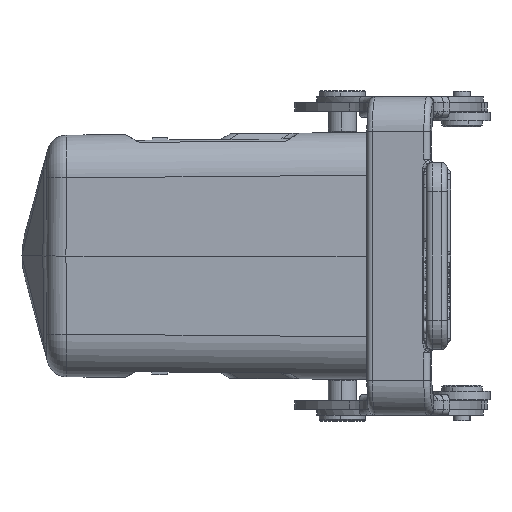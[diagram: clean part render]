
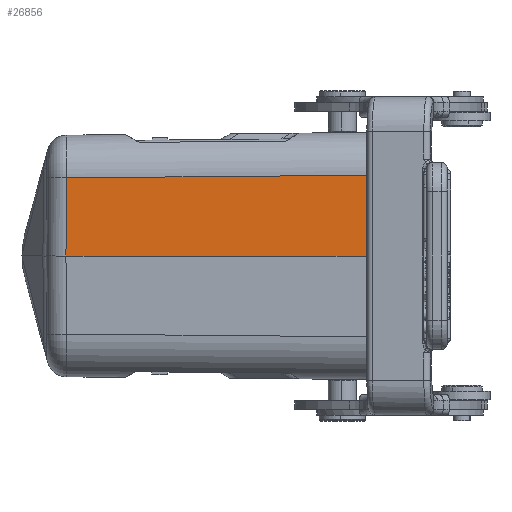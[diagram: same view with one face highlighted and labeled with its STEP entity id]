
A CAD part, left-side view. The second image highlights one B-rep face of the part: STEP entity #26856.
In plain terms, the highlighted planar face has unit normal (-1, 0.009, 0.009).
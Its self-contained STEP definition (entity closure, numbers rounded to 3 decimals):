
#675=DIRECTION('',(0.009,0.,1.));
#676=VECTOR('',#675,14.062);
#677=CARTESIAN_POINT('',(-36.496,70.504,
0.));
#678=LINE('',#677,#676);
#679=DIRECTION('',(0.009,-0.009,1.));
#680=VECTOR('',#679,13.601);
#681=CARTESIAN_POINT('',(-36.033,123.531,
0.));
#682=LINE('',#681,#680);
#683=DIRECTION('',(-0.009,-1.,0.009));
#684=VECTOR('',#683,52.912);
#685=CARTESIAN_POINT('',(-35.915,123.412,13.6));
#686=LINE('',#685,#684);
#687=DIRECTION('',(-0.009,-1.,0.));
#688=VECTOR('',#687,43.132);
#689=CARTESIAN_POINT('',(-36.033,123.531,
0.));
#690=LINE('',#689,#688);
#691=CARTESIAN_POINT('',(-36.409,80.4,
-0.001));
#692=CARTESIAN_POINT('',(-36.422,78.933,
-0.001));
#693=CARTESIAN_POINT('',(-36.448,76.,
-0.002));
#694=CARTESIAN_POINT('',(-36.473,73.067,
-0.001));
#695=CARTESIAN_POINT('',(-36.486,71.6,
0.));
#697=DIRECTION('',(-0.009,-1.,0.));
#698=VECTOR('',#697,1.096);
#699=CARTESIAN_POINT('',(-36.486,71.6,
0.));
#700=LINE('',#699,#698);
#21287=CARTESIAN_POINT('',(-36.496,70.504,
0.));
#21288=CARTESIAN_POINT('',(-36.373,70.504,
14.061));
#21289=VERTEX_POINT('',#21287);
#21290=VERTEX_POINT('',#21288);
#21291=CARTESIAN_POINT('',(-36.033,123.531,
0.));
#21292=CARTESIAN_POINT('',(-36.409,80.4,
-0.001));
#21293=VERTEX_POINT('',#21291);
#21294=VERTEX_POINT('',#21292);
#21295=CARTESIAN_POINT('',(-35.915,123.412,
13.6));
#21296=VERTEX_POINT('',#21295);
#22233=VERTEX_POINT('',#695);
#26838=CARTESIAN_POINT('',(-36.302,70.,22.725));
#26839=DIRECTION('',(-1.,0.009,0.009));
#26840=DIRECTION('',(-0.009,0.,-1.));
#26841=AXIS2_PLACEMENT_3D('',#26838,#26839,#26840);
#26842=PLANE('',#26841);
#26844=ORIENTED_EDGE('',*,*,#26843,.F.);
#26846=ORIENTED_EDGE('',*,*,#26845,.F.);
#26848=ORIENTED_EDGE('',*,*,#26847,.F.);
#26850=ORIENTED_EDGE('',*,*,#26849,.T.);
#26852=ORIENTED_EDGE('',*,*,#26851,.T.);
#26853=ORIENTED_EDGE('',*,*,#26828,.F.);
#26854=EDGE_LOOP('',(#26844,#26846,#26848,#26850,#26852,#26853));
#26855=FACE_OUTER_BOUND('',#26854,.F.);
#26856=ADVANCED_FACE('',(#26855),#26842,.T.);
#696=B_SPLINE_CURVE_WITH_KNOTS('',3,(#691,#692,#693,#694,#695),.UNSPECIFIED.,
.F.,.F.,(4,1,4),(0.,0.5,1.),.UNSPECIFIED.);
#26828=EDGE_CURVE('',#21289,#21290,#678,.T.);
#26843=EDGE_CURVE('',#22233,#21289,#700,.T.);
#26845=EDGE_CURVE('',#21294,#22233,#696,.T.);
#26847=EDGE_CURVE('',#21293,#21294,#690,.T.);
#26849=EDGE_CURVE('',#21293,#21296,#682,.T.);
#26851=EDGE_CURVE('',#21296,#21290,#686,.T.);
